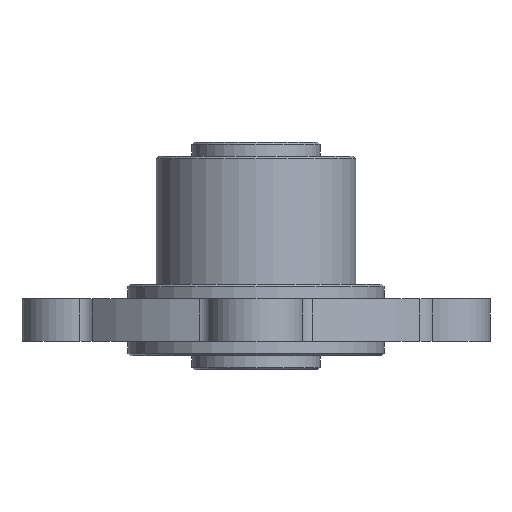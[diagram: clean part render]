
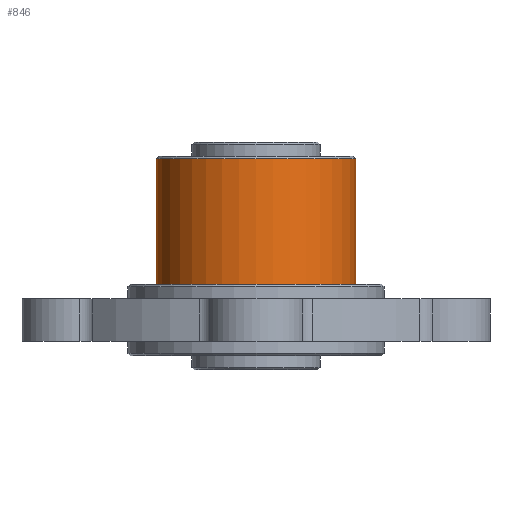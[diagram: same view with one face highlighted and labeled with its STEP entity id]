
A CAD part, left-side view. The second image highlights one B-rep face of the part: STEP entity #846.
In plain terms, the highlighted cylindrical face has radius 11.113 mm (diameter 22.225 mm), a full revolution.
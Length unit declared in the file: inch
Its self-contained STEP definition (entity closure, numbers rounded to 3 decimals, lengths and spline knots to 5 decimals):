
#18 = AXIS2_PLACEMENT_3D ( 'NONE', #225, #224, #222 ) ;
#42 = CARTESIAN_POINT ( 'NONE',  ( 1.59, 1.0269, 0.615 ) ) ;
#66 = VERTEX_POINT ( 'NONE', #42 ) ;
#91 = AXIS2_PLACEMENT_3D ( 'NONE', #712, #578, #1183 ) ;
#122 = DIRECTION ( 'NONE',  ( 1., 0., 0. ) ) ;
#215 = DIRECTION ( 'NONE',  ( 0., 0., 1. ) ) ;
#222 = DIRECTION ( 'NONE',  ( -1., 0., 0. ) ) ;
#224 = DIRECTION ( 'NONE',  ( 0., 0., -1. ) ) ;
#225 = CARTESIAN_POINT ( 'NONE',  ( 1.1525, 1.0269, 0.625 ) ) ;
#228 = CYLINDRICAL_SURFACE ( 'NONE', #18, 0.4375 ) ;
#229 = FACE_OUTER_BOUND ( 'NONE', #1426, .T. ) ;
#231 = FACE_OUTER_BOUND ( 'NONE', #686, .T. ) ;
#262 = CARTESIAN_POINT ( 'NONE',  ( 1.1525, 1.0269, 0.0625 ) ) ;
#461 = ORIENTED_EDGE ( 'NONE', *, *, #1370, .T. ) ;
#485 = ORIENTED_EDGE ( 'NONE', *, *, #1362, .T. ) ;
#578 = DIRECTION ( 'NONE',  ( 0., 0., -1. ) ) ;
#686 = EDGE_LOOP ( 'NONE', ( #485 ) ) ;
#690 = CARTESIAN_POINT ( 'NONE',  ( 1.59, 1.0269, 0.0625 ) ) ;
#712 = CARTESIAN_POINT ( 'NONE',  ( 1.1525, 1.0269, 0.615 ) ) ;
#721 = VERTEX_POINT ( 'NONE', #690 ) ;
#846 = ADVANCED_FACE ( 'NONE', ( #231, #229 ), #228, .T. ) ;
#973 = CIRCLE ( 'NONE', #91, 0.4375 ) ;
#1043 = CIRCLE ( 'NONE', #1456, 0.4375 ) ;
#1183 = DIRECTION ( 'NONE',  ( 1., 0., 0. ) ) ;
#1362 = EDGE_CURVE ( 'NONE', #66, #66, #973, .T. ) ;
#1370 = EDGE_CURVE ( 'NONE', #721, #721, #1043, .T. ) ;
#1426 = EDGE_LOOP ( 'NONE', ( #461 ) ) ;
#1456 = AXIS2_PLACEMENT_3D ( 'NONE', #262, #215, #122 ) ;
